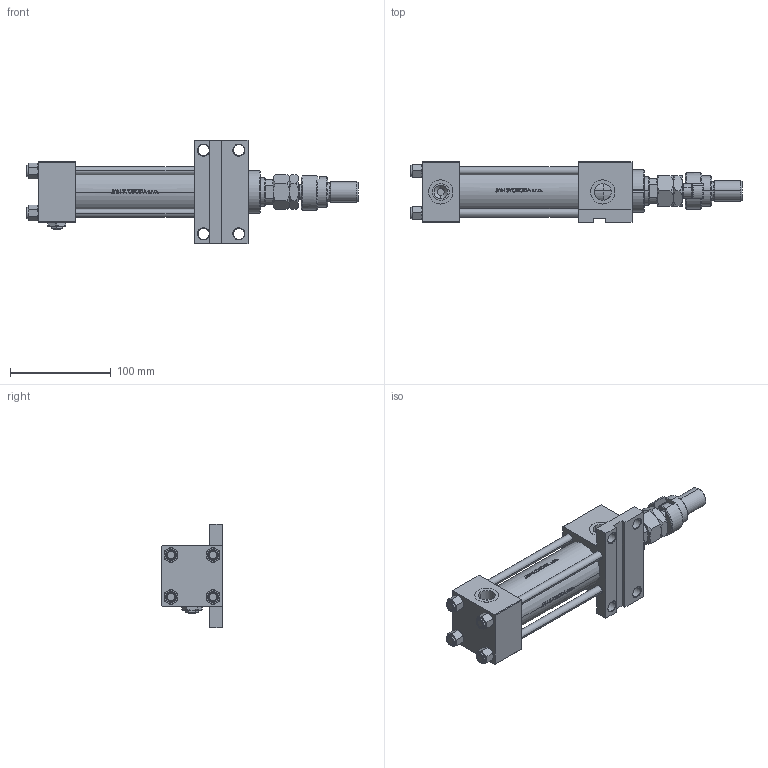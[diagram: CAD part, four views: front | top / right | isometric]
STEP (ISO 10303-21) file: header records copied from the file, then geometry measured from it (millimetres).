
FILE_DESCRIPTION (( 'STEP AP203' ), '1' );
FILE_NAME ('e833.STEP', '2023-01-17T17:07:05', ( '' ), ( '' ), 'SwSTEP 2.0', 'SolidWorks 2019', '' );
FILE_SCHEMA (( 'CONFIG_CONTROL_DESIGN' ));
Length unit declared in the file: millimetre
Products named in the file (10): Zatka_pro_OIL_PORT c34e7d1a05d9bd1b51dd06ad32661e02; V215_VC_A c34e7d1a05d9bd1b51dd06ad32661e02; NUT_M5_F c34e7d1a05d9bd1b51dd06ad32661e02; V215CR_F_Body c34e7d1a05d9bd1b51dd06ad32661e02; V215CR_F_TYCINKA c34e7d1a05d9bd1b51dd06ad32661e02; MFA c34e7d1a05d9bd1b51dd06ad32661e02; FEMALE_PART_FOR_DFA c34e7d1a05d9bd1b51dd06ad32661e02; V215CR_VCP_F c34e7d1a05d9bd1b51dd06ad32661e02; DFA c34e7d1a05d9bd1b51dd06ad32661e02; e833
Assembly tree (16 placements, depth 3):
  e833
    V215CR_F_Body c34e7d1a05d9bd1b51dd06ad32661e02
    V215CR_VCP_F c34e7d1a05d9bd1b51dd06ad32661e02
    V215CR_F_TYCINKA c34e7d1a05d9bd1b51dd06ad32661e02  x4
    NUT_M5_F c34e7d1a05d9bd1b51dd06ad32661e02  x4
    V215_VC_A c34e7d1a05d9bd1b51dd06ad32661e02
    DFA c34e7d1a05d9bd1b51dd06ad32661e02
      FEMALE_PART_FOR_DFA c34e7d1a05d9bd1b51dd06ad32661e02
      MFA c34e7d1a05d9bd1b51dd06ad32661e02
    Zatka_pro_OIL_PORT c34e7d1a05d9bd1b51dd06ad32661e02  x2
Bounding box: 329 x 60 x 103 mm (x, y, z)
Volume: 563892.6 mm3; surface area: 161497.1 mm2
Topology: 15 solids, 15 shells, 1306 faces, 3284 edges, 2104 vertices
Faces by surface type: plane 514, bspline 380, cone 234, cylinder 166, torus 12
Entity records: 53747 total; most frequent: CARTESIAN_POINT 27662, ORIENTED_EDGE 5868, DIRECTION 3867, EDGE_CURVE 2934, VERTEX_POINT 1902, VECTOR 1429, LINE 1429, EDGE_LOOP 1262
